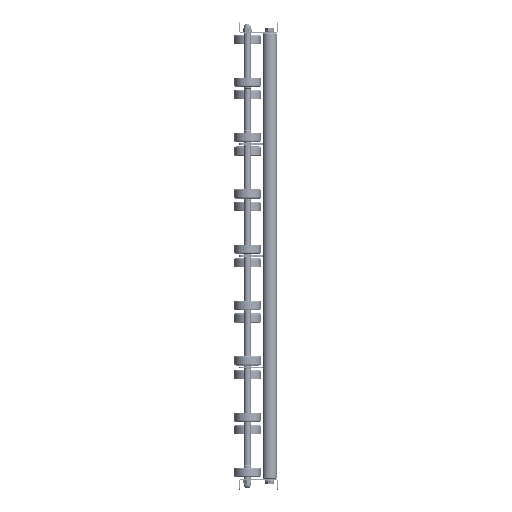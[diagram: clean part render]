
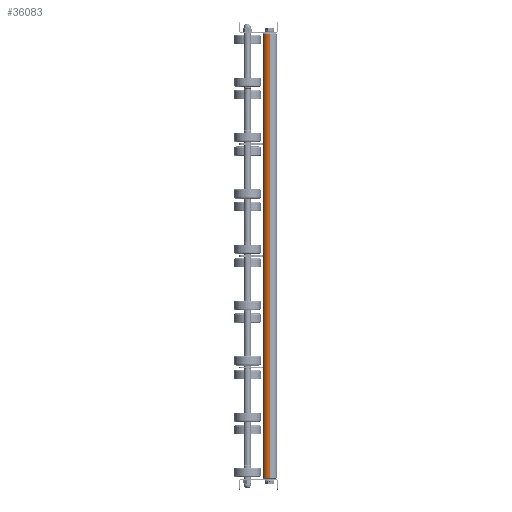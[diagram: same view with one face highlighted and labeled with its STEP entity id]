
A CAD part, left-side view. The second image highlights one B-rep face of the part: STEP entity #36083.
In plain terms, the highlighted cylindrical face has radius 12.5 mm (diameter 25 mm), a partial arc.
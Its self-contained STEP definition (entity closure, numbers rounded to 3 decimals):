
#1553 = VERTEX_POINT ( 'NONE', #28406 ) ;
#2677 = CARTESIAN_POINT ( 'NONE',  ( 799., 0., 0. ) ) ;
#4694 = DIRECTION ( 'NONE',  ( -1., 0., 0. ) ) ;
#6038 = VERTEX_POINT ( 'NONE', #37524 ) ;
#6855 = CIRCLE ( 'NONE', #11781, 12.5 ) ;
#7319 = CARTESIAN_POINT ( 'NONE',  ( 1., 0., 0. ) ) ;
#7421 = DIRECTION ( 'NONE',  ( 0., 0., 1. ) ) ;
#8531 = VECTOR ( 'NONE', #13652, 1000. ) ;
#9361 = EDGE_CURVE ( 'NONE', #6038, #14511, #6855, .T. ) ;
#10197 = ORIENTED_EDGE ( 'NONE', *, *, #9361, .T. ) ;
#10971 = DIRECTION ( 'NONE',  ( 0., 0., -1. ) ) ;
#11379 = AXIS2_PLACEMENT_3D ( 'NONE', #25226, #4694, #7421 ) ;
#11781 = AXIS2_PLACEMENT_3D ( 'NONE', #2677, #16803, #10971 ) ;
#12311 = EDGE_CURVE ( 'NONE', #14511, #16623, #25654, .T. ) ;
#13012 = CARTESIAN_POINT ( 'NONE',  ( 1., 0., -12.5 ) ) ;
#13464 = CARTESIAN_POINT ( 'NONE',  ( 800., 0., -12.5 ) ) ;
#13652 = DIRECTION ( 'NONE',  ( -1., 0., 0. ) ) ;
#13883 = ORIENTED_EDGE ( 'NONE', *, *, #14436, .T. ) ;
#14436 = EDGE_CURVE ( 'NONE', #16623, #1553, #15511, .T. ) ;
#14511 = VERTEX_POINT ( 'NONE', #31682 ) ;
#15511 = CIRCLE ( 'NONE', #23542, 12.5 ) ;
#16623 = VERTEX_POINT ( 'NONE', #13012 ) ;
#16803 = DIRECTION ( 'NONE',  ( -1., 0., 0. ) ) ;
#19184 = CARTESIAN_POINT ( 'NONE',  ( 800., 0., 12.5 ) ) ;
#19936 = ORIENTED_EDGE ( 'NONE', *, *, #12311, .T. ) ;
#21787 = EDGE_LOOP ( 'NONE', ( #10197, #19936, #13883, #28422 ) ) ;
#22326 = FACE_OUTER_BOUND ( 'NONE', #21787, .T. ) ;
#22888 = CYLINDRICAL_SURFACE ( 'NONE', #11379, 12.5 ) ;
#23542 = AXIS2_PLACEMENT_3D ( 'NONE', #7319, #24352, #27429 ) ;
#24352 = DIRECTION ( 'NONE',  ( 1., 0., 0. ) ) ;
#24781 = DIRECTION ( 'NONE',  ( -1., 0., 0. ) ) ;
#25226 = CARTESIAN_POINT ( 'NONE',  ( 800., 0., 0. ) ) ;
#25654 = LINE ( 'NONE', #13464, #8531 ) ;
#27429 = DIRECTION ( 'NONE',  ( 0., 0., -1. ) ) ;
#27667 = LINE ( 'NONE', #19184, #37692 ) ;
#28406 = CARTESIAN_POINT ( 'NONE',  ( 1., 0., 12.5 ) ) ;
#28422 = ORIENTED_EDGE ( 'NONE', *, *, #30291, .F. ) ;
#30291 = EDGE_CURVE ( 'NONE', #6038, #1553, #27667, .T. ) ;
#31682 = CARTESIAN_POINT ( 'NONE',  ( 799., 0., -12.5 ) ) ;
#36083 = ADVANCED_FACE ( 'NONE', ( #22326 ), #22888, .T. ) ;
#37524 = CARTESIAN_POINT ( 'NONE',  ( 799., 0., 12.5 ) ) ;
#37692 = VECTOR ( 'NONE', #24781, 1000. ) ;
